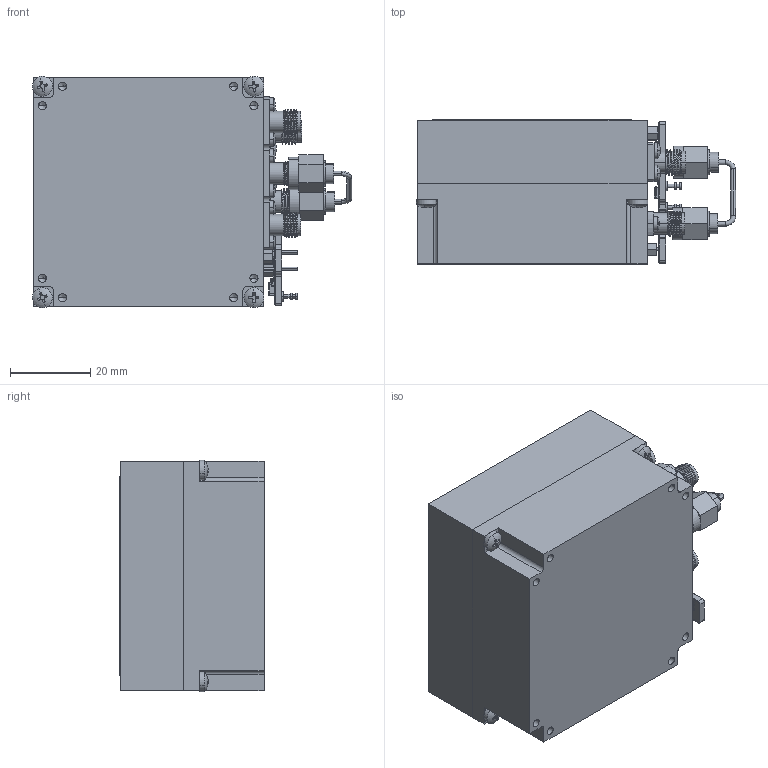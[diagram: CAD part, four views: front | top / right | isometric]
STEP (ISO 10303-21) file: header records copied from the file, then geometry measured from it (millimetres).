
FILE_DESCRIPTION (( 'STEP AP214' ), '1' );
FILE_NAME ('PLDRO-19D050G-25M-EXT-ROHS.STEP', '2023-12-04T13:35:44', ( '' ), ( '' ), 'SwSTEP 2.0', 'SolidWorks 2023', '' );
FILE_SCHEMA (( 'AUTOMOTIVE_DESIGN' ));
Length unit declared in the file: inch
Products named in the file (1): PLDRO-19D050G-25M-EXT-ROHS
Bounding box: 79.4 x 35.83 x 57.6 mm (x, y, z)
Volume: 119172.6 mm3; surface area: 36575.7 mm2
Topology: 115 solids, 115 shells, 4240 faces, 12797 edges, 9029 vertices
Faces by surface type: plane 3208, cylinder 852, cone 92, sphere 68, bspline 12, torus 8
Entity records: 214231 total; most frequent: CARTESIAN_POINT 41653, ORIENTED_EDGE 25498, DIRECTION 21944, EDGE_CURVE 12749, VECTOR 9656, LINE 9656, VERTEX_POINT 9029, AXIS2_PLACEMENT_3D 6144
